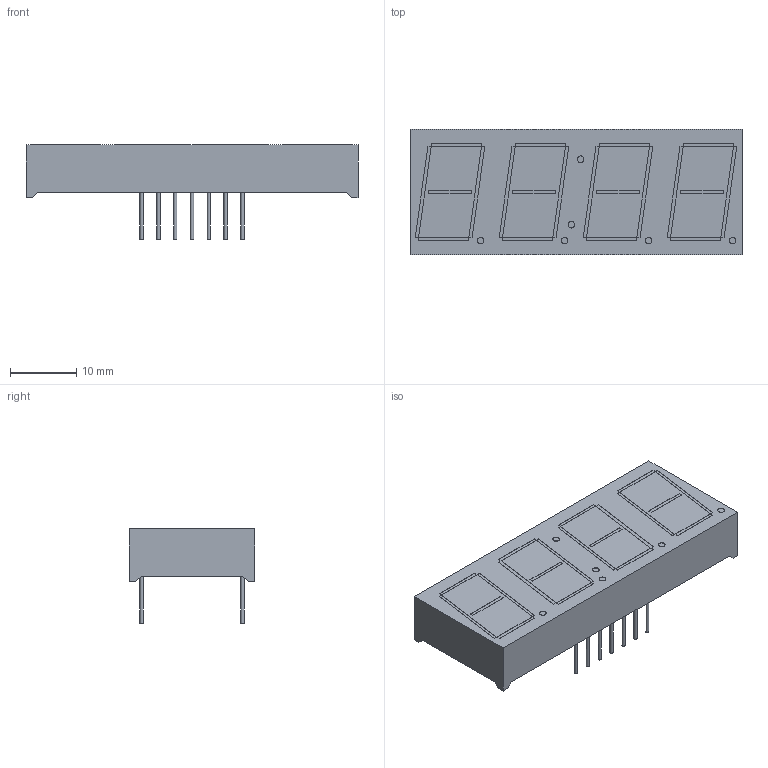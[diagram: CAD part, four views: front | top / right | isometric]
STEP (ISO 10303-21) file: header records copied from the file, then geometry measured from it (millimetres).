
FILE_DESCRIPTION(/* description */ (''),/* implementation_level */ '2;1');
FILE_NAME(/* name */ 'KW4-56NAWB-P-Y v2.step',/* time_stamp */ '2022-07-01T14:47:29-07:00',/* author */ (''),/* organization */ (''),/* preprocessor_version */ 'ST-DEVELOPER v19',/* originating_system */ 'Autodesk Translation Framework v11.7.0.108',/* authorisation */ '');
FILE_SCHEMA (('AUTOMOTIVE_DESIGN { 1 0 10303 214 3 1 1 }'));
Length unit declared in the file: millimetre
Products named in the file (1): KW4-56NAWB-P-Y
Bounding box: 50.2 x 19 x 14.3 mm (x, y, z)
Volume: 6890.7 mm3; surface area: 3360.1 mm2
Topology: 41 solids, 41 shells, 314 faces, 606 edges, 372 vertices
Faces by surface type: plane 288, cylinder 26
Full cylindrical faces by diameter (mm): 0.5 x14, 1 x12
Entity records: 7760 total; most frequent: CARTESIAN_POINT 1293, DIRECTION 1288, ORIENTED_EDGE 1212, EDGE_CURVE 606, LINE 554, VECTOR 554, VERTEX_POINT 372, AXIS2_PLACEMENT_3D 367
